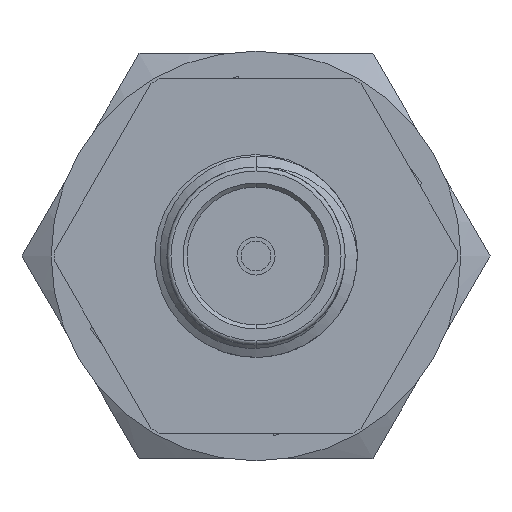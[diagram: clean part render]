
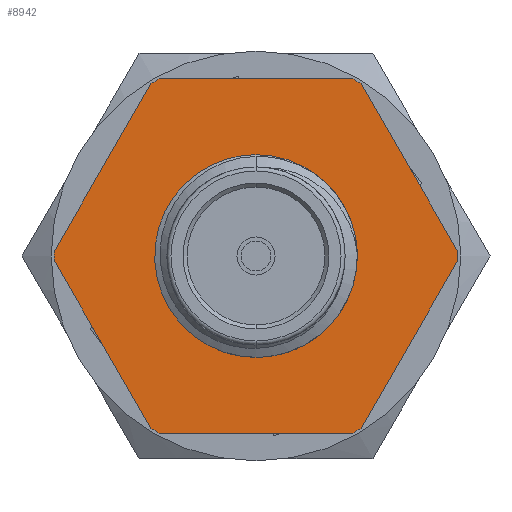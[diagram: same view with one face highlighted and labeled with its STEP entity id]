
A CAD part, left-side view. The second image highlights one B-rep face of the part: STEP entity #8942.
In plain terms, the highlighted planar face has unit normal (-1, 0, 0).
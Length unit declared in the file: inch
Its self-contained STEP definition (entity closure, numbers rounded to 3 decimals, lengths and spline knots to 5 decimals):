
#209 = ORIENTED_EDGE ( 'NONE', *, *, #14246, .T. ) ;
#563 = VERTEX_POINT ( 'NONE', #16186 ) ;
#651 = DIRECTION ( 'NONE',  ( 0., 1., 0. ) ) ;
#876 = EDGE_CURVE ( 'NONE', #6465, #1862, #8051, .T. ) ;
#978 = VERTEX_POINT ( 'NONE', #11756 ) ;
#1177 = VECTOR ( 'NONE', #13338, 39.37008 ) ;
#1193 = CARTESIAN_POINT ( 'NONE',  ( 0.5748, 0., 0. ) ) ;
#1198 = EDGE_CURVE ( 'NONE', #11749, #4526, #15934, .T. ) ;
#1242 = DIRECTION ( 'NONE',  ( -1., 0., 0. ) ) ;
#1366 = DIRECTION ( 'NONE',  ( 0., 1., 0. ) ) ;
#1403 = ORIENTED_EDGE ( 'NONE', *, *, #2455, .F. ) ;
#1505 = CARTESIAN_POINT ( 'NONE',  ( 0.5748, -0.11479, 0. ) ) ;
#1568 = DIRECTION ( 'NONE',  ( 0., -1., 0. ) ) ;
#1862 = VERTEX_POINT ( 'NONE', #12776 ) ;
#1965 = EDGE_CURVE ( 'NONE', #12073, #13925, #15913, .T. ) ;
#2021 = VECTOR ( 'NONE', #11791, 39.37008 ) ;
#2098 = CIRCLE ( 'NONE', #12941, 0.24887 ) ;
#2264 = VECTOR ( 'NONE', #7528, 39.37008 ) ;
#2293 = CARTESIAN_POINT ( 'NONE',  ( 0.5748, 0., 0. ) ) ;
#2434 = CARTESIAN_POINT ( 'NONE',  ( 0.5748, -0.12615, -0.2185 ) ) ;
#2440 = CARTESIAN_POINT ( 'NONE',  ( 0.5748, 0., 0. ) ) ;
#2455 = EDGE_CURVE ( 'NONE', #13318, #16407, #12729, .T. ) ;
#2475 = CARTESIAN_POINT ( 'NONE',  ( 0.5748, -0.12965, 0.21243 ) ) ;
#2791 = CARTESIAN_POINT ( 'NONE',  ( 0.5748, -0.12965, -0.21243 ) ) ;
#3309 = DIRECTION ( 'NONE',  ( 1., 0., 0. ) ) ;
#3394 = EDGE_CURVE ( 'NONE', #10327, #4526, #15704, .T. ) ;
#3445 = CARTESIAN_POINT ( 'NONE',  ( 0.5748, -0.2523, 0. ) ) ;
#3588 = DIRECTION ( 'NONE',  ( 0., 1., 0. ) ) ;
#4362 = DIRECTION ( 'NONE',  ( 0., 1., 0. ) ) ;
#4526 = VERTEX_POINT ( 'NONE', #2475 ) ;
#4609 = DIRECTION ( 'NONE',  ( 0., -1., 0. ) ) ;
#4737 = CARTESIAN_POINT ( 'NONE',  ( 0.5748, 0., 0. ) ) ;
#4861 = VECTOR ( 'NONE', #14997, 39.37008 ) ;
#5037 = CARTESIAN_POINT ( 'NONE',  ( 0.5748, 0., 0. ) ) ;
#5299 = CARTESIAN_POINT ( 'NONE',  ( 0.5748, -0.2488, 0.00607 ) ) ;
#5517 = CARTESIAN_POINT ( 'NONE',  ( 0.5748, 0.12615, -0.2185 ) ) ;
#5582 = CARTESIAN_POINT ( 'NONE',  ( 0.5748, 0.11914, -0.2185 ) ) ;
#5597 = LINE ( 'NONE', #5517, #9338 ) ;
#5813 = CIRCLE ( 'NONE', #15302, 0.24887 ) ;
#5875 = FACE_BOUND ( 'NONE', #11005, .T. ) ;
#6033 = CARTESIAN_POINT ( 'NONE',  ( 0.5748, 0., 0. ) ) ;
#6123 = EDGE_CURVE ( 'NONE', #6465, #14871, #11489, .T. ) ;
#6338 = LINE ( 'NONE', #8443, #1177 ) ;
#6439 = LINE ( 'NONE', #2434, #2264 ) ;
#6465 = VERTEX_POINT ( 'NONE', #15301 ) ;
#6677 = EDGE_CURVE ( 'NONE', #16011, #1862, #13261, .T. ) ;
#6815 = DIRECTION ( 'NONE',  ( 1., 0., 0. ) ) ;
#7160 = CIRCLE ( 'NONE', #8954, 0.11479 ) ;
#7528 = DIRECTION ( 'NONE',  ( 0., -0.5, 0.866 ) ) ;
#7551 = DIRECTION ( 'NONE',  ( 0., -0.5, -0.866 ) ) ;
#7654 = DIRECTION ( 'NONE',  ( 1., 0., 0. ) ) ;
#8051 = LINE ( 'NONE', #13405, #14378 ) ;
#8141 = DIRECTION ( 'NONE',  ( 0., 1., 0. ) ) ;
#8143 = CARTESIAN_POINT ( 'NONE',  ( 0.5748, -0.11914, 0.2185 ) ) ;
#8334 = AXIS2_PLACEMENT_3D ( 'NONE', #14407, #9371, #4362 ) ;
#8337 = DIRECTION ( 'NONE',  ( 1., 0., 0. ) ) ;
#8443 = CARTESIAN_POINT ( 'NONE',  ( 0.5748, 0.12615, 0.2185 ) ) ;
#8459 = CARTESIAN_POINT ( 'NONE',  ( 0.5748, -0.2488, -0.00607 ) ) ;
#8601 = ORIENTED_EDGE ( 'NONE', *, *, #14929, .T. ) ;
#8783 = EDGE_CURVE ( 'NONE', #10327, #13406, #2098, .T. ) ;
#8883 = DIRECTION ( 'NONE',  ( 1., 0., 0. ) ) ;
#8942 = ADVANCED_FACE ( 'NONE', ( #5875, #16335 ), #12568, .T. ) ;
#8954 = AXIS2_PLACEMENT_3D ( 'NONE', #2440, #7654, #16374 ) ;
#8994 = DIRECTION ( 'NONE',  ( 0., -1., 0. ) ) ;
#9338 = VECTOR ( 'NONE', #1568, 39.37008 ) ;
#9367 = VERTEX_POINT ( 'NONE', #1505 ) ;
#9371 = DIRECTION ( 'NONE',  ( 1., 0., 0. ) ) ;
#9468 = EDGE_CURVE ( 'NONE', #563, #9367, #12546, .T. ) ;
#9929 = ORIENTED_EDGE ( 'NONE', *, *, #1198, .F. ) ;
#10072 = EDGE_CURVE ( 'NONE', #12073, #13406, #6439, .T. ) ;
#10327 = VERTEX_POINT ( 'NONE', #5299 ) ;
#10676 = ORIENTED_EDGE ( 'NONE', *, *, #1965, .F. ) ;
#10712 = CARTESIAN_POINT ( 'NONE',  ( 0.5748, 0.12965, 0.21243 ) ) ;
#10743 = CARTESIAN_POINT ( 'NONE',  ( 0.5748, -0.11914, -0.2185 ) ) ;
#10874 = DIRECTION ( 'NONE',  ( 0., 1., 0. ) ) ;
#11005 = EDGE_LOOP ( 'NONE', ( #14967, #12166 ) ) ;
#11135 = CARTESIAN_POINT ( 'NONE',  ( 0.5748, 0.11914, 0.2185 ) ) ;
#11140 = DIRECTION ( 'NONE',  ( 1., 0., 0. ) ) ;
#11444 = EDGE_LOOP ( 'NONE', ( #12064, #9929, #209, #1403, #14846, #13698, #11716, #14856, #13543, #8601, #10676, #12097, #16394 ) ) ;
#11489 = CIRCLE ( 'NONE', #14193, 0.24887 ) ;
#11716 = ORIENTED_EDGE ( 'NONE', *, *, #6123, .F. ) ;
#11749 = VERTEX_POINT ( 'NONE', #8143 ) ;
#11756 = CARTESIAN_POINT ( 'NONE',  ( 0.5748, 0.2488, 0.00607 ) ) ;
#11791 = DIRECTION ( 'NONE',  ( 0., 1., 0. ) ) ;
#11795 = CARTESIAN_POINT ( 'NONE',  ( 0.5748, 0.24887, 0. ) ) ;
#12064 = ORIENTED_EDGE ( 'NONE', *, *, #3394, .T. ) ;
#12073 = VERTEX_POINT ( 'NONE', #2791 ) ;
#12084 = AXIS2_PLACEMENT_3D ( 'NONE', #15744, #8337, #651 ) ;
#12097 = ORIENTED_EDGE ( 'NONE', *, *, #10072, .T. ) ;
#12166 = ORIENTED_EDGE ( 'NONE', *, *, #9468, .T. ) ;
#12306 = CARTESIAN_POINT ( 'NONE',  ( 0.5748, 0., 0. ) ) ;
#12368 = DIRECTION ( 'NONE',  ( 1., 0., 0. ) ) ;
#12546 = CIRCLE ( 'NONE', #12626, 0.11479 ) ;
#12568 = PLANE ( 'NONE',  #15495 ) ;
#12626 = AXIS2_PLACEMENT_3D ( 'NONE', #12306, #3309, #4609 ) ;
#12729 = CIRCLE ( 'NONE', #14810, 0.24887 ) ;
#12776 = CARTESIAN_POINT ( 'NONE',  ( 0.5748, 0.12965, -0.21243 ) ) ;
#12858 = AXIS2_PLACEMENT_3D ( 'NONE', #1193, #8883, #1366 ) ;
#12941 = AXIS2_PLACEMENT_3D ( 'NONE', #6033, #12368, #14819 ) ;
#13147 = CARTESIAN_POINT ( 'NONE',  ( 0.5748, -0.12615, 0.2185 ) ) ;
#13261 = CIRCLE ( 'NONE', #12084, 0.24887 ) ;
#13318 = VERTEX_POINT ( 'NONE', #10712 ) ;
#13338 = DIRECTION ( 'NONE',  ( 0., 0.5, -0.866 ) ) ;
#13405 = CARTESIAN_POINT ( 'NONE',  ( 0.5748, 0.2523, 0. ) ) ;
#13406 = VERTEX_POINT ( 'NONE', #8459 ) ;
#13530 = DIRECTION ( 'NONE',  ( 1., 0., 0. ) ) ;
#13543 = ORIENTED_EDGE ( 'NONE', *, *, #6677, .F. ) ;
#13581 = EDGE_CURVE ( 'NONE', #14871, #978, #5813, .T. ) ;
#13698 = ORIENTED_EDGE ( 'NONE', *, *, #13581, .F. ) ;
#13925 = VERTEX_POINT ( 'NONE', #10743 ) ;
#14193 = AXIS2_PLACEMENT_3D ( 'NONE', #14387, #6815, #8141 ) ;
#14246 = EDGE_CURVE ( 'NONE', #11749, #16407, #15856, .T. ) ;
#14378 = VECTOR ( 'NONE', #7551, 39.37008 ) ;
#14387 = CARTESIAN_POINT ( 'NONE',  ( 0.5748, 0., 0. ) ) ;
#14407 = CARTESIAN_POINT ( 'NONE',  ( 0.5748, 0., 0. ) ) ;
#14733 = EDGE_CURVE ( 'NONE', #9367, #563, #7160, .T. ) ;
#14810 = AXIS2_PLACEMENT_3D ( 'NONE', #4737, #13530, #10874 ) ;
#14819 = DIRECTION ( 'NONE',  ( 0., 1., 0. ) ) ;
#14846 = ORIENTED_EDGE ( 'NONE', *, *, #16170, .T. ) ;
#14856 = ORIENTED_EDGE ( 'NONE', *, *, #876, .T. ) ;
#14871 = VERTEX_POINT ( 'NONE', #11795 ) ;
#14929 = EDGE_CURVE ( 'NONE', #16011, #13925, #5597, .T. ) ;
#14967 = ORIENTED_EDGE ( 'NONE', *, *, #14733, .T. ) ;
#14997 = DIRECTION ( 'NONE',  ( 0., 0.5, 0.866 ) ) ;
#15301 = CARTESIAN_POINT ( 'NONE',  ( 0.5748, 0.2488, -0.00607 ) ) ;
#15302 = AXIS2_PLACEMENT_3D ( 'NONE', #2293, #11140, #3588 ) ;
#15495 = AXIS2_PLACEMENT_3D ( 'NONE', #5037, #1242, #8994 ) ;
#15704 = LINE ( 'NONE', #3445, #4861 ) ;
#15744 = CARTESIAN_POINT ( 'NONE',  ( 0.5748, 0., 0. ) ) ;
#15856 = LINE ( 'NONE', #13147, #2021 ) ;
#15913 = CIRCLE ( 'NONE', #8334, 0.24887 ) ;
#15934 = CIRCLE ( 'NONE', #12858, 0.24887 ) ;
#16011 = VERTEX_POINT ( 'NONE', #5582 ) ;
#16170 = EDGE_CURVE ( 'NONE', #13318, #978, #6338, .T. ) ;
#16186 = CARTESIAN_POINT ( 'NONE',  ( 0.5748, 0.11479, 0. ) ) ;
#16335 = FACE_OUTER_BOUND ( 'NONE', #11444, .T. ) ;
#16374 = DIRECTION ( 'NONE',  ( 0., -1., 0. ) ) ;
#16394 = ORIENTED_EDGE ( 'NONE', *, *, #8783, .F. ) ;
#16407 = VERTEX_POINT ( 'NONE', #11135 ) ;
